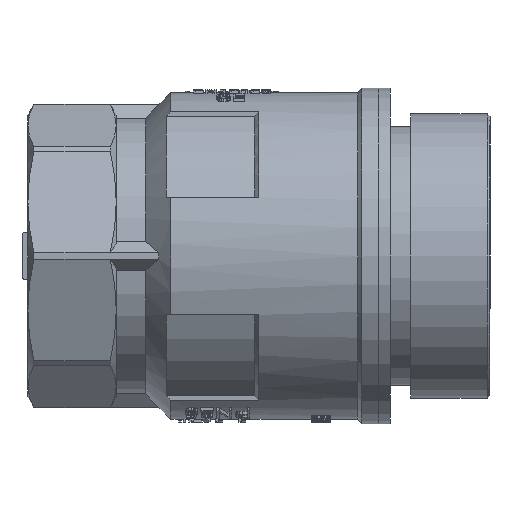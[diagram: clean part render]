
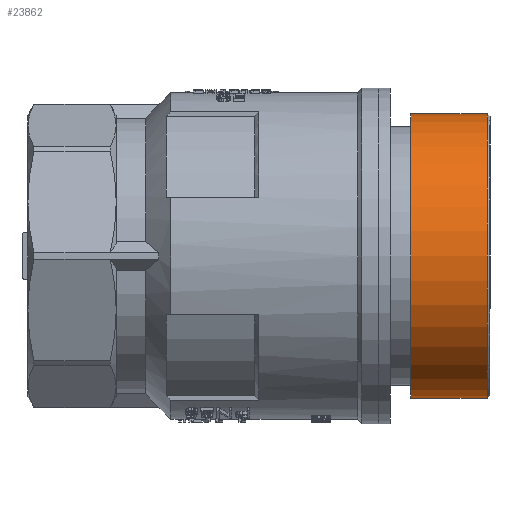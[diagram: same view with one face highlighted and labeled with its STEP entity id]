
A CAD part, front view. The second image highlights one B-rep face of the part: STEP entity #23862.
In plain terms, the highlighted cylindrical face has radius 24.15 mm (diameter 48.3 mm), a full revolution.
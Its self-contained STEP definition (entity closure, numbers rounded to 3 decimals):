
#2065=CYLINDRICAL_SURFACE('',#27582,24.15);
#11929=ORIENTED_EDGE('',*,*,#15608,.T.);
#11930=ORIENTED_EDGE('',*,*,#15609,.T.);
#15608=EDGE_CURVE('',#18027,#18027,#18504,.F.);
#15609=EDGE_CURVE('',#18028,#18028,#18505,.T.);
#18027=VERTEX_POINT('',#47782);
#18028=VERTEX_POINT('',#47784);
#18504=CIRCLE('',#27583,24.15);
#18505=CIRCLE('',#27584,24.15);
#19947=EDGE_LOOP('',(#11929));
#19948=EDGE_LOOP('',(#11930));
#21418=FACE_BOUND('',#19947,.T.);
#21419=FACE_BOUND('',#19948,.T.);
#23862=ADVANCED_FACE('',(#21418,#21419),#2065,.T.);
#27582=AXIS2_PLACEMENT_3D('',#47780,#35720,#35721);
#27583=AXIS2_PLACEMENT_3D('',#47781,#35722,#35723);
#27584=AXIS2_PLACEMENT_3D('',#47783,#35724,#35725);
#35720=DIRECTION('',(0.,0.,1.));
#35721=DIRECTION('',(1.,0.,0.));
#35722=DIRECTION('',(0.,0.,1.));
#35723=DIRECTION('',(1.,0.,0.));
#35724=DIRECTION('',(0.,0.,1.));
#35725=DIRECTION('',(1.,0.,0.));
#47780=CARTESIAN_POINT('',(0.,0.,61.563));
#47781=CARTESIAN_POINT('',(0.,0.,78.));
#47782=CARTESIAN_POINT('',(24.15,0.,78.));
#47783=CARTESIAN_POINT('',(0.,0.,65.063));
#47784=CARTESIAN_POINT('',(24.15,0.,65.063));
